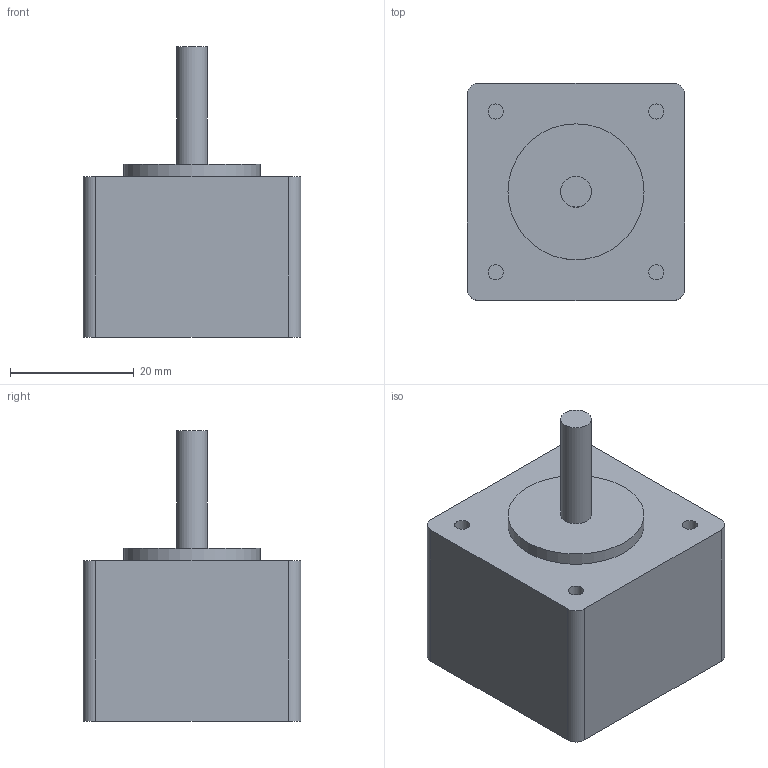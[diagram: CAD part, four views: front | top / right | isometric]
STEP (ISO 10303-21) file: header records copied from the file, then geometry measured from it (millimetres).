
FILE_DESCRIPTION(/* description */ ('Alibre Inc.'),/* implementation_level */ '2;1');
FILE_NAME(/* name */ 'export0',/* time_stamp */ '2015-07-05T22:56:33+12:00',/* author */ (''),/* organization */ (''),/* preprocessor_version */ 'ST-DEVELOPER v14',/* originating_system */ 'Alibre',/* authorisation */ '');
FILE_SCHEMA (('CONFIG_CONTROL_DESIGN'));
Length unit declared in the file: centimetre
Products named in the file (1): ID_1
Bounding box: 35.2 x 35.2 x 47 mm (x, y, z)
Volume: 33221.1 mm3; surface area: 6541.2 mm2
Topology: 1 solids, 1 shells, 22 faces, 43 edges, 29 vertices
Faces by surface type: plane 12, cylinder 10
Full cylindrical faces by diameter (mm): 2.459 x4, 5 x1, 22 x1
Entity records: 609 total; most frequent: DIRECTION 88, CARTESIAN_POINT 86, ORIENTED_EDGE 72, AXIS2_PLACEMENT_3D 42, EDGE_CURVE 36, EDGE_LOOP 34, FACE_BOUND 34, VERTEX_POINT 28
